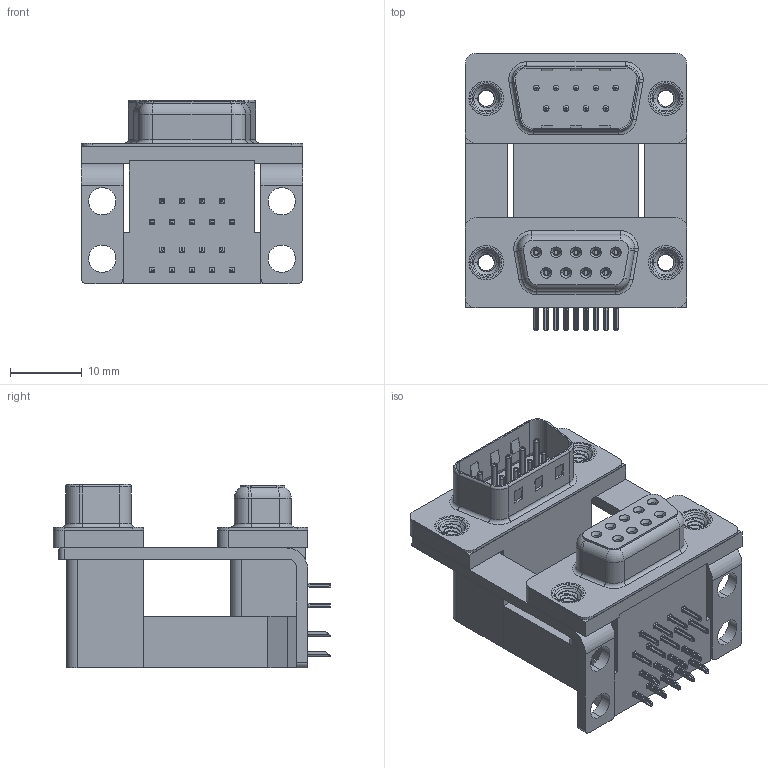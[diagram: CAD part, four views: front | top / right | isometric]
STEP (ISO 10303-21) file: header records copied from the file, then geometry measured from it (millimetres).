
FILE_DESCRIPTION (( 'STEP AP203' ), '1' );
FILE_NAME ('663-009-364-008.STEP', '2022-06-17T21:38:11', ( '' ), ( '' ), 'SwSTEP 2.0', 'SolidWorks 2020', '' );
FILE_SCHEMA (( 'CONFIG_CONTROL_DESIGN' ));
Length unit declared in the file: millimetre
Products named in the file (12): 663 Contact Bottom Upper_H; 663 Mounting Bracket_NoneH; 663 Housing Lower_09 Contacts; 663 Housing Upper_09 Contacts H; 663 Contact Bottom Lower; 663 Contact Top Lower; 663 Housing Spacer_09 Contacts H; 663 Shell Plug_09 Contacts; 663-009-364-008; 663 Contact Top Upper_H; 663 Shell Receptacle_09 Contacts; 663 Threaded Rivet_4-40
Assembly tree (29 placements, depth 2):
  663-009-364-008
    663 Housing Lower_09 Contacts
    663 Housing Spacer_09 Contacts H
    663 Housing Upper_09 Contacts H
    663 Shell Receptacle_09 Contacts
    663 Shell Plug_09 Contacts
    663 Contact Bottom Lower  x4
    663 Contact Top Lower  x5
    663 Contact Bottom Upper_H  x4
    663 Contact Top Upper_H  x5
    663 Mounting Bracket_NoneH  x2
    663 Threaded Rivet_4-40  x4
Bounding box: 30.81 x 38.59 x 25.6 mm (x, y, z)
Volume: 11337.7 mm3; surface area: 12952.6 mm2
Topology: 29 solids, 29 shells, 2529 faces, 6475 edges, 4053 vertices
Faces by surface type: plane 1263, cylinder 695, bspline 320, cone 128, torus 123
Entity records: 37100 total; most frequent: CARTESIAN_POINT 10773, ORIENTED_EDGE 5198, DIRECTION 4891, EDGE_CURVE 2599, LINE 1677, VECTOR 1677, VERTEX_POINT 1650, AXIS2_PLACEMENT_3D 1607
